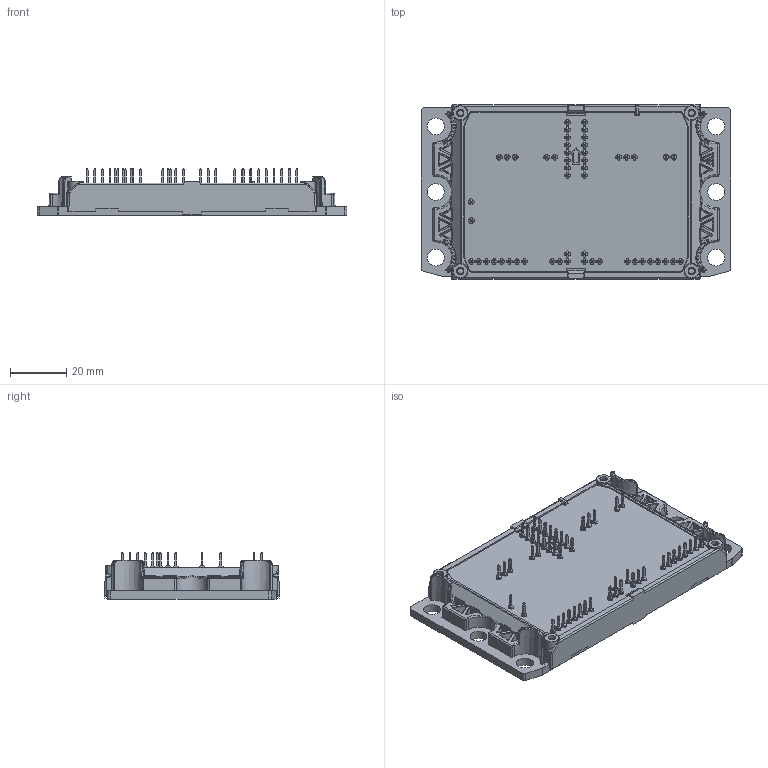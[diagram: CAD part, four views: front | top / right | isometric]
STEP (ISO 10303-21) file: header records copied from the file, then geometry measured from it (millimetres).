
FILE_DESCRIPTION(/* description */ ('Unknown'),/* implementation_level */ '2;1');
FILE_NAME(/* name */ 'FlowE3BP-4T12Z-PS70(520)-01-OL',/* time_stamp */ '2025-08-18T13:54:50+02:00',/* author */ ('Unknown'),/* organization */ ('Unknown'),/* preprocessor_version */ 'ST-DEVELOPER v20',/* originating_system */ 'Solid Edge',/* authorisation */ 'Unknown');
FILE_SCHEMA (('AUTOMOTIVE_DESIGN {1 0 10303 214 3 1 1}'));
Products named in the file (1): FlowE3BP-4T12Z-PS70-OL
Bounding box: 109.6 x 61.99 x 16.45 mm (x, y, z)
Volume: 59375.9 mm3; surface area: 36372.1 mm2
Topology: 1 solids, 1 shells, 5486 faces, 16166 edges, 10568 vertices
Faces by surface type: plane 3263, cylinder 1470, bspline 332, cone 229, torus 164, sphere 28
Full cylindrical faces by diameter (mm): 2.6 x4, 3 x4, 6 x6
Entity records: 227933 total; most frequent: CARTESIAN_POINT 43300, ORIENTED_EDGE 32208, DIRECTION 29403, EDGE_CURVE 16104, VERTEX_POINT 10552, AXIS2_PLACEMENT_3D 9853, LINE 9697, VECTOR 9697
